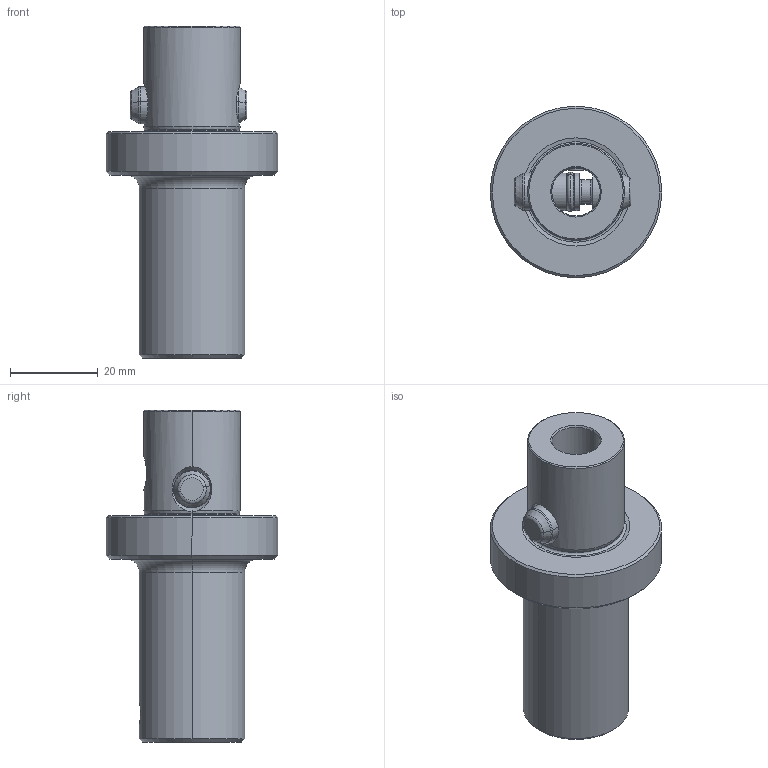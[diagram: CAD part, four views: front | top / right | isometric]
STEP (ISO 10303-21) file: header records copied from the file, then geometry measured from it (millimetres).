
FILE_DESCRIPTION(('no description'),'unknown implementation level');
FILE_NAME('6EF8E35D-DFB5-4FEF-A484-27BC8D71BAF8_export.stp',' ',('CIMSOURCE GmbH'),('CADClick - KiM GmbH - www.kimweb.de'),'unknown preprocess','ACIS','unknown authorization');
FILE_SCHEMA(('automotive_design'));
Length unit declared in the file: millimetre
Products named in the file (4): 332.420 Kaiser CK4 X CK2 X 75|690.432 Kaiser ETL M5 X 6,5 CK2_Standard;NONE; 332.420 Kaiser CK4 X CK2 X 75|332.420 Kaiser CK4 X CK2 X 75_Standard;NONE; 332.420 Kaiser CK4 X CK2 X 75|691.504 Kaiser ETL �8,5 X 27K_Standard|691.524_Standard;NONE; 332.420 Kaiser CK4 X CK2 X 75|691.504 Kaiser ETL �8,5 X 27K_Standard|692.286 O-Ring 6x1.5_Standard;NONE
Bounding box: 39 x 39 x 75.5 mm (x, y, z)
Volume: 31871.6 mm3; surface area: 12004 mm2
Topology: 4 solids, 4 shells, 146 faces, 328 edges, 189 vertices
Faces by surface type: cone 48, cylinder 38, plane 34, torus 26
Entity records: 8419 total; most frequent: CARTESIAN_POINT 1264, DIRECTION 766, STYLED_ITEM 665, PRESENTATION_STYLE_ASSIGNMENT 665, COLOUR_RGB 665, ORIENTED_EDGE 652, EDGE_CURVE 326, CURVE_STYLE 326
